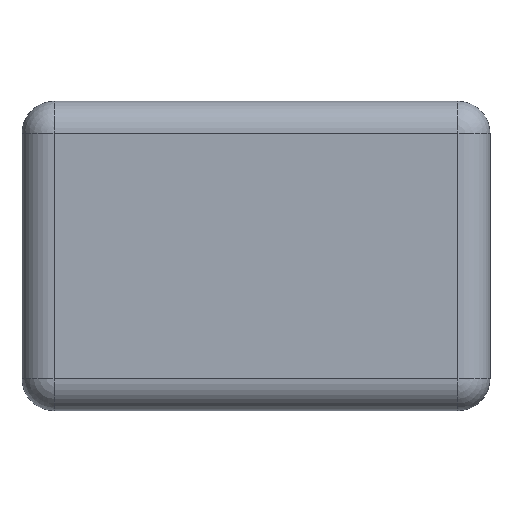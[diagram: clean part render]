
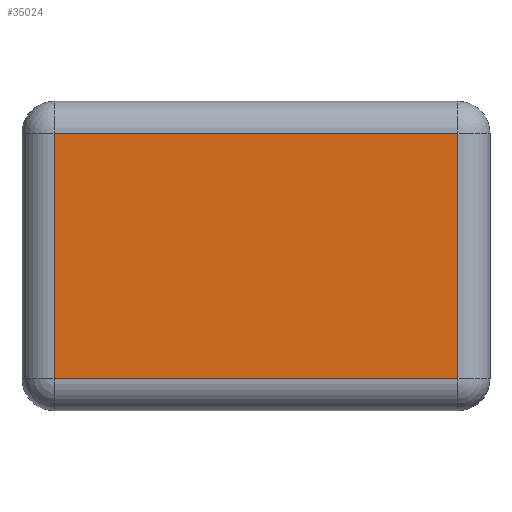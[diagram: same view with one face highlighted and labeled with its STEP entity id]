
A CAD part, front view. The second image highlights one B-rep face of the part: STEP entity #35024.
In plain terms, the highlighted planar face has unit normal (0, -1, 0).
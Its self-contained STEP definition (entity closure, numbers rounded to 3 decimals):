
#3267 = CARTESIAN_POINT ( 'NONE',  ( 504.83, -221.402, -306.71 ) ) ;
#4049 = DIRECTION ( 'NONE',  ( 1., 0., 0. ) ) ;
#5656 = ORIENTED_EDGE ( 'NONE', *, *, #47756, .T. ) ;
#6771 = LINE ( 'NONE', #15521, #54790 ) ;
#7781 = VERTEX_POINT ( 'NONE', #7988 ) ;
#7869 = VERTEX_POINT ( 'NONE', #17631 ) ;
#7988 = CARTESIAN_POINT ( 'NONE',  ( -504.83, -221.402, 306.71 ) ) ;
#9233 = ORIENTED_EDGE ( 'NONE', *, *, #26076, .T. ) ;
#10634 = EDGE_CURVE ( 'NONE', #31987, #7781, #51411, .T. ) ;
#11898 = DIRECTION ( 'NONE',  ( 0., 0., -1. ) ) ;
#12441 = ORIENTED_EDGE ( 'NONE', *, *, #10634, .T. ) ;
#12794 = CARTESIAN_POINT ( 'NONE',  ( 0., -221.402, -306.71 ) ) ;
#14925 = CARTESIAN_POINT ( 'NONE',  ( 504.83, -221.402, 0. ) ) ;
#15521 = CARTESIAN_POINT ( 'NONE',  ( -504.83, -221.402, 0. ) ) ;
#16303 = EDGE_CURVE ( 'NONE', #7781, #7869, #6771, .T. ) ;
#17631 = CARTESIAN_POINT ( 'NONE',  ( -504.83, -221.402, -306.71 ) ) ;
#24612 = CARTESIAN_POINT ( 'NONE',  ( 504.83, -221.402, 306.71 ) ) ;
#26076 = EDGE_CURVE ( 'NONE', #7869, #45044, #35710, .T. ) ;
#29185 = DIRECTION ( 'NONE',  ( -1., 0., 0. ) ) ;
#31712 = ORIENTED_EDGE ( 'NONE', *, *, #16303, .T. ) ;
#31987 = VERTEX_POINT ( 'NONE', #24612 ) ;
#33683 = CARTESIAN_POINT ( 'NONE',  ( 0., -221.402, 306.71 ) ) ;
#34681 = VECTOR ( 'NONE', #45934, 1000. ) ;
#34877 = AXIS2_PLACEMENT_3D ( 'NONE', #53400, #38735, #11898 ) ;
#35024 = ADVANCED_FACE ( 'NONE', ( #52240 ), #35117, .T. ) ;
#35117 = PLANE ( 'NONE',  #34877 ) ;
#35710 = LINE ( 'NONE', #12794, #42104 ) ;
#36201 = VECTOR ( 'NONE', #29185, 1000. ) ;
#38735 = DIRECTION ( 'NONE',  ( 0., -1., 0. ) ) ;
#39008 = DIRECTION ( 'NONE',  ( 0., 0., -1. ) ) ;
#41100 = EDGE_LOOP ( 'NONE', ( #9233, #5656, #12441, #31712 ) ) ;
#42104 = VECTOR ( 'NONE', #4049, 1000. ) ;
#45044 = VERTEX_POINT ( 'NONE', #3267 ) ;
#45934 = DIRECTION ( 'NONE',  ( 0., 0., 1. ) ) ;
#47756 = EDGE_CURVE ( 'NONE', #45044, #31987, #56156, .T. ) ;
#51411 = LINE ( 'NONE', #33683, #36201 ) ;
#52240 = FACE_OUTER_BOUND ( 'NONE', #41100, .T. ) ;
#53400 = CARTESIAN_POINT ( 'NONE',  ( 0., -221.402, 0. ) ) ;
#54790 = VECTOR ( 'NONE', #39008, 1000. ) ;
#56156 = LINE ( 'NONE', #14925, #34681 ) ;
